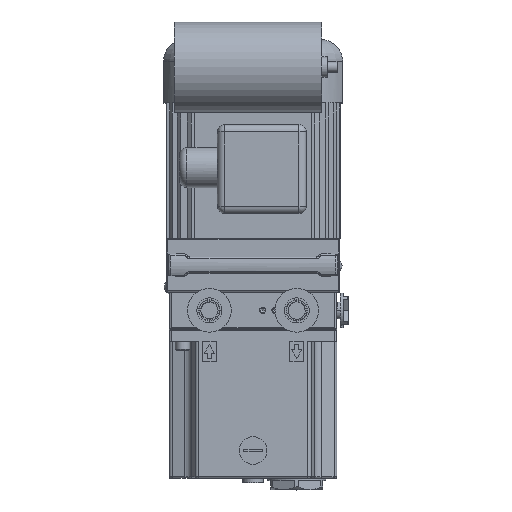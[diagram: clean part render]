
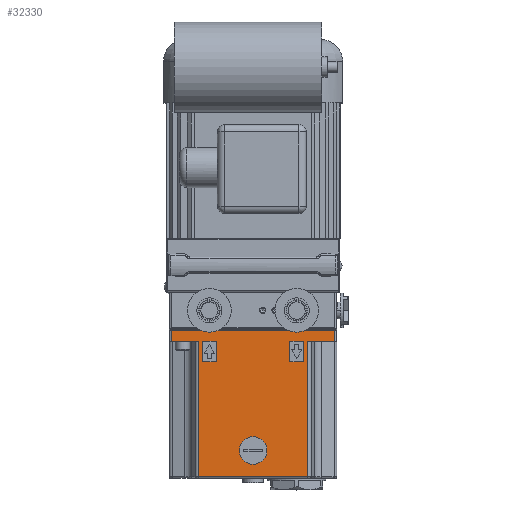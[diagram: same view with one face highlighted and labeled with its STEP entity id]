
A CAD part, top view. The second image highlights one B-rep face of the part: STEP entity #32330.
In plain terms, the highlighted planar face has unit normal (0, 0, 1).
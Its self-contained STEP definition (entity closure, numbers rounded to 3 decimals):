
#23381=CARTESIAN_POINT('',(9.5,-96.2,80.));
#23382=VERTEX_POINT('',#23381);
#23383=CARTESIAN_POINT('',(0.,-96.2,80.));
#23384=DIRECTION('',(0.0,0.0,-1.0));
#23385=DIRECTION('',(-1.0,0.0,0.0));
#23386=AXIS2_PLACEMENT_3D('',#23383,#23384,#23385);
#23387=CIRCLE('',#23386,9.5);
#23388=EDGE_CURVE('',#23382,#23382,#23387,.T.);
#30381=CARTESIAN_POINT('',(-37.441,-114.2,80.));
#30382=VERTEX_POINT('',#30381);
#30415=CARTESIAN_POINT('',(37.441,-114.2,80.0));
#30416=VERTEX_POINT('',#30415);
#30424=CARTESIAN_POINT('',(37.441,-114.2,80.0));
#30425=DIRECTION('',(-1.0,0.0,0.0));
#30426=VECTOR('',#30425,74.882);
#30427=LINE('',#30424,#30426);
#30428=EDGE_CURVE('',#30416,#30382,#30427,.T.);
#32113=CARTESIAN_POINT('',(-37.441,-21.2,80.));
#32114=VERTEX_POINT('',#32113);
#32115=CARTESIAN_POINT('',(-37.441,-114.2,80.));
#32116=DIRECTION('',(0.0,1.0,0.0));
#32117=VECTOR('',#32116,93.0);
#32118=LINE('',#32115,#32117);
#32119=EDGE_CURVE('',#30382,#32114,#32118,.T.);
#32132=CARTESIAN_POINT('',(-57.5,-13.2,80.));
#32133=DIRECTION('',(0.0,0.0,1.0));
#32134=DIRECTION('',(-1.0,0.0,0.0));
#32135=AXIS2_PLACEMENT_3D('',#32132,#32133,#32134);
#32136=PLANE('',#32135);
#32137=ORIENTED_EDGE('',*,*,#30428,.F.);
#32138=CARTESIAN_POINT('',(37.441,-21.2,80.0));
#32139=VERTEX_POINT('',#32138);
#32140=CARTESIAN_POINT('',(37.441,-21.2,80.0));
#32141=DIRECTION('',(0.0,-1.0,0.0));
#32142=VECTOR('',#32141,93.0);
#32143=LINE('',#32140,#32142);
#32144=EDGE_CURVE('',#32139,#30416,#32143,.T.);
#32145=ORIENTED_EDGE('',*,*,#32144,.F.);
#32146=CARTESIAN_POINT('',(56.,-21.2,80.));
#32147=VERTEX_POINT('',#32146);
#32148=CARTESIAN_POINT('',(37.441,-21.2,80.0));
#32149=DIRECTION('',(1.0,0.0,0.0));
#32150=VECTOR('',#32149,18.559);
#32151=LINE('',#32148,#32150);
#32152=EDGE_CURVE('',#32139,#32147,#32151,.T.);
#32153=ORIENTED_EDGE('',*,*,#32152,.T.);
#32154=CARTESIAN_POINT('',(56.,-13.633,80.));
#32155=VERTEX_POINT('',#32154);
#32156=CARTESIAN_POINT('',(56.,-13.633,80.));
#32157=DIRECTION('',(0.0,-1.0,0.0));
#32158=VECTOR('',#32157,7.567);
#32159=LINE('',#32156,#32158);
#32160=EDGE_CURVE('',#32155,#32147,#32159,.T.);
#32161=ORIENTED_EDGE('',*,*,#32160,.F.);
#32162=CARTESIAN_POINT('',(-56.,-13.633,80.));
#32163=VERTEX_POINT('',#32162);
#32164=CARTESIAN_POINT('',(-56.,-13.633,80.));
#32165=DIRECTION('',(1.0,0.0,0.0));
#32166=VECTOR('',#32165,112.0);
#32167=LINE('',#32164,#32166);
#32168=EDGE_CURVE('',#32163,#32155,#32167,.T.);
#32169=ORIENTED_EDGE('',*,*,#32168,.F.);
#32170=CARTESIAN_POINT('',(-56.,-21.2,80.));
#32171=VERTEX_POINT('',#32170);
#32172=CARTESIAN_POINT('',(-56.,-21.2,80.));
#32173=DIRECTION('',(0.0,1.0,0.0));
#32174=VECTOR('',#32173,7.567);
#32175=LINE('',#32172,#32174);
#32176=EDGE_CURVE('',#32171,#32163,#32175,.T.);
#32177=ORIENTED_EDGE('',*,*,#32176,.F.);
#32178=CARTESIAN_POINT('',(-37.441,-21.2,80.));
#32179=DIRECTION('',(-1.0,0.0,0.0));
#32180=VECTOR('',#32179,18.559);
#32181=LINE('',#32178,#32180);
#32182=EDGE_CURVE('',#32114,#32171,#32181,.T.);
#32183=ORIENTED_EDGE('',*,*,#32182,.F.);
#32184=ORIENTED_EDGE('',*,*,#32119,.F.);
#32185=EDGE_LOOP('',(#32137,#32145,#32153,#32161,#32169,#32177,#32183,#32184));
#32186=FACE_OUTER_BOUND('',#32185,.T.);
#32187=CARTESIAN_POINT('',(-25.1,-22.,80.));
#32188=VERTEX_POINT('',#32187);
#32189=CARTESIAN_POINT('',(-25.1,-34.4,80.));
#32190=VERTEX_POINT('',#32189);
#32191=CARTESIAN_POINT('',(-25.1,-22.,80.));
#32192=DIRECTION('',(0.0,-1.0,0.0));
#32193=VECTOR('',#32192,12.4);
#32194=LINE('',#32191,#32193);
#32195=EDGE_CURVE('',#32188,#32190,#32194,.T.);
#32196=ORIENTED_EDGE('',*,*,#32195,.T.);
#32197=CARTESIAN_POINT('',(-25.9,-35.2,80.));
#32198=VERTEX_POINT('',#32197);
#32199=CARTESIAN_POINT('',(-25.9,-34.4,80.));
#32200=DIRECTION('',(0.0,0.0,-1.0));
#32201=DIRECTION('',(0.0,-1.0,0.0));
#32202=AXIS2_PLACEMENT_3D('',#32199,#32200,#32201);
#32203=CIRCLE('',#32202,0.8);
#32204=EDGE_CURVE('',#32190,#32198,#32203,.T.);
#32205=ORIENTED_EDGE('',*,*,#32204,.T.);
#32206=CARTESIAN_POINT('',(-34.1,-35.2,80.));
#32207=VERTEX_POINT('',#32206);
#32208=CARTESIAN_POINT('',(-25.9,-35.2,80.));
#32209=DIRECTION('',(-1.0,0.0,0.0));
#32210=VECTOR('',#32209,8.2);
#32211=LINE('',#32208,#32210);
#32212=EDGE_CURVE('',#32198,#32207,#32211,.T.);
#32213=ORIENTED_EDGE('',*,*,#32212,.T.);
#32214=CARTESIAN_POINT('',(-34.9,-34.4,80.));
#32215=VERTEX_POINT('',#32214);
#32216=CARTESIAN_POINT('',(-34.1,-34.4,80.));
#32217=DIRECTION('',(0.0,0.0,-1.0));
#32218=DIRECTION('',(-1.0,0.0,0.0));
#32219=AXIS2_PLACEMENT_3D('',#32216,#32217,#32218);
#32220=CIRCLE('',#32219,0.8);
#32221=EDGE_CURVE('',#32207,#32215,#32220,.T.);
#32222=ORIENTED_EDGE('',*,*,#32221,.T.);
#32223=CARTESIAN_POINT('',(-34.9,-22.,80.));
#32224=VERTEX_POINT('',#32223);
#32225=CARTESIAN_POINT('',(-34.9,-34.4,80.));
#32226=DIRECTION('',(0.0,1.0,0.0));
#32227=VECTOR('',#32226,12.4);
#32228=LINE('',#32225,#32227);
#32229=EDGE_CURVE('',#32215,#32224,#32228,.T.);
#32230=ORIENTED_EDGE('',*,*,#32229,.T.);
#32231=CARTESIAN_POINT('',(-34.1,-21.2,80.));
#32232=VERTEX_POINT('',#32231);
#32233=CARTESIAN_POINT('',(-34.1,-22.,80.));
#32234=DIRECTION('',(0.0,0.0,-1.0));
#32235=DIRECTION('',(0.0,1.0,0.0));
#32236=AXIS2_PLACEMENT_3D('',#32233,#32234,#32235);
#32237=CIRCLE('',#32236,0.8);
#32238=EDGE_CURVE('',#32224,#32232,#32237,.T.);
#32239=ORIENTED_EDGE('',*,*,#32238,.T.);
#32240=CARTESIAN_POINT('',(-25.9,-21.2,80.));
#32241=VERTEX_POINT('',#32240);
#32242=CARTESIAN_POINT('',(-34.1,-21.2,80.));
#32243=DIRECTION('',(1.0,0.0,0.0));
#32244=VECTOR('',#32243,8.2);
#32245=LINE('',#32242,#32244);
#32246=EDGE_CURVE('',#32232,#32241,#32245,.T.);
#32247=ORIENTED_EDGE('',*,*,#32246,.T.);
#32248=CARTESIAN_POINT('',(-25.9,-22.,80.));
#32249=DIRECTION('',(0.0,0.0,-1.0));
#32250=DIRECTION('',(1.0,0.0,0.0));
#32251=AXIS2_PLACEMENT_3D('',#32248,#32249,#32250);
#32252=CIRCLE('',#32251,0.8);
#32253=EDGE_CURVE('',#32241,#32188,#32252,.T.);
#32254=ORIENTED_EDGE('',*,*,#32253,.T.);
#32255=EDGE_LOOP('',(#32196,#32205,#32213,#32222,#32230,#32239,#32247,#32254));
#32256=FACE_BOUND('',#32255,.T.);
#32257=ORIENTED_EDGE('',*,*,#23388,.T.);
#32258=EDGE_LOOP('',(#32257));
#32259=FACE_BOUND('',#32258,.T.);
#32260=CARTESIAN_POINT('',(34.9,-22.,80.));
#32261=VERTEX_POINT('',#32260);
#32262=CARTESIAN_POINT('',(34.9,-34.4,80.));
#32263=VERTEX_POINT('',#32262);
#32264=CARTESIAN_POINT('',(34.9,-22.,80.));
#32265=DIRECTION('',(0.0,-1.0,0.0));
#32266=VECTOR('',#32265,12.4);
#32267=LINE('',#32264,#32266);
#32268=EDGE_CURVE('',#32261,#32263,#32267,.T.);
#32269=ORIENTED_EDGE('',*,*,#32268,.T.);
#32270=CARTESIAN_POINT('',(34.1,-35.2,80.));
#32271=VERTEX_POINT('',#32270);
#32272=CARTESIAN_POINT('',(34.1,-34.4,80.));
#32273=DIRECTION('',(0.0,0.0,-1.0));
#32274=DIRECTION('',(0.0,1.0,0.0));
#32275=AXIS2_PLACEMENT_3D('',#32272,#32273,#32274);
#32276=CIRCLE('',#32275,0.8);
#32277=EDGE_CURVE('',#32263,#32271,#32276,.T.);
#32278=ORIENTED_EDGE('',*,*,#32277,.T.);
#32279=CARTESIAN_POINT('',(25.9,-35.2,80.));
#32280=VERTEX_POINT('',#32279);
#32281=CARTESIAN_POINT('',(34.1,-35.2,80.));
#32282=DIRECTION('',(-1.0,0.0,0.0));
#32283=VECTOR('',#32282,8.2);
#32284=LINE('',#32281,#32283);
#32285=EDGE_CURVE('',#32271,#32280,#32284,.T.);
#32286=ORIENTED_EDGE('',*,*,#32285,.T.);
#32287=CARTESIAN_POINT('',(25.1,-34.4,80.));
#32288=VERTEX_POINT('',#32287);
#32289=CARTESIAN_POINT('',(25.9,-34.4,80.));
#32290=DIRECTION('',(0.0,0.0,-1.0));
#32291=DIRECTION('',(1.0,0.0,0.0));
#32292=AXIS2_PLACEMENT_3D('',#32289,#32290,#32291);
#32293=CIRCLE('',#32292,0.8);
#32294=EDGE_CURVE('',#32280,#32288,#32293,.T.);
#32295=ORIENTED_EDGE('',*,*,#32294,.T.);
#32296=CARTESIAN_POINT('',(25.1,-22.,80.));
#32297=VERTEX_POINT('',#32296);
#32298=CARTESIAN_POINT('',(25.1,-34.4,80.));
#32299=DIRECTION('',(0.0,1.0,0.0));
#32300=VECTOR('',#32299,12.4);
#32301=LINE('',#32298,#32300);
#32302=EDGE_CURVE('',#32288,#32297,#32301,.T.);
#32303=ORIENTED_EDGE('',*,*,#32302,.T.);
#32304=CARTESIAN_POINT('',(25.9,-21.2,80.));
#32305=VERTEX_POINT('',#32304);
#32306=CARTESIAN_POINT('',(25.9,-22.,80.));
#32307=DIRECTION('',(0.0,0.0,-1.0));
#32308=DIRECTION('',(0.0,-1.0,0.0));
#32309=AXIS2_PLACEMENT_3D('',#32306,#32307,#32308);
#32310=CIRCLE('',#32309,0.8);
#32311=EDGE_CURVE('',#32297,#32305,#32310,.T.);
#32312=ORIENTED_EDGE('',*,*,#32311,.T.);
#32313=CARTESIAN_POINT('',(34.1,-21.2,80.));
#32314=VERTEX_POINT('',#32313);
#32315=CARTESIAN_POINT('',(25.9,-21.2,80.));
#32316=DIRECTION('',(1.0,0.0,0.0));
#32317=VECTOR('',#32316,8.2);
#32318=LINE('',#32315,#32317);
#32319=EDGE_CURVE('',#32305,#32314,#32318,.T.);
#32320=ORIENTED_EDGE('',*,*,#32319,.T.);
#32321=CARTESIAN_POINT('',(34.1,-22.,80.));
#32322=DIRECTION('',(0.0,0.0,-1.0));
#32323=DIRECTION('',(-1.0,0.0,0.0));
#32324=AXIS2_PLACEMENT_3D('',#32321,#32322,#32323);
#32325=CIRCLE('',#32324,0.8);
#32326=EDGE_CURVE('',#32314,#32261,#32325,.T.);
#32327=ORIENTED_EDGE('',*,*,#32326,.T.);
#32328=EDGE_LOOP('',(#32269,#32278,#32286,#32295,#32303,#32312,#32320,#32327));
#32329=FACE_BOUND('',#32328,.T.);
#32330=ADVANCED_FACE('',(#32186,#32256,#32259,#32329),#32136,.T.);
